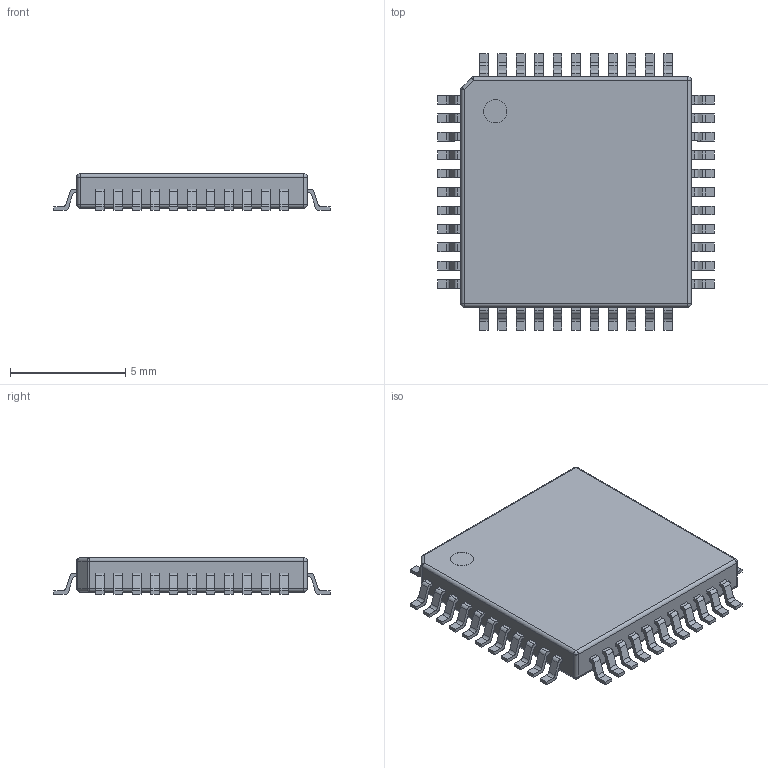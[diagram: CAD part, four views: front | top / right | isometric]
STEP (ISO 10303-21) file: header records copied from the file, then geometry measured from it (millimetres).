
FILE_DESCRIPTION(/* description */ (''),/* implementation_level */ '2;1');
FILE_NAME(/* name */ 'Trinamic - LQFP-44.step',/* time_stamp */ '2019-11-23T14:05:05+00:00',/* author */ (''),/* organization */ (''),/* preprocessor_version */ 'ST-DEVELOPER v18',/* originating_system */ 'Autodesk Translation Framework v8.12.0.6',/* authorisation */ '');
FILE_SCHEMA (('AUTOMOTIVE_DESIGN { 1 0 10303 214 3 1 1 }'));
Length unit declared in the file: millimetre
Products named in the file (1): Trinamic - LQFP-44
Bounding box: 12 x 12 x 1.6 mm (x, y, z)
Volume: 153.3 mm3; surface area: 324.1 mm2
Topology: 1 solids, 1 shells, 606 faces, 1647 edges, 1088 vertices
Faces by surface type: plane 404, cylinder 192, sphere 10
Full cylindrical faces by diameter (mm): 1 x1
Entity records: 19122 total; most frequent: CARTESIAN_POINT 3342, ORIENTED_EDGE 3294, DIRECTION 3245, EDGE_CURVE 1647, LINE 1263, VECTOR 1263, VERTEX_POINT 1088, AXIS2_PLACEMENT_3D 991
